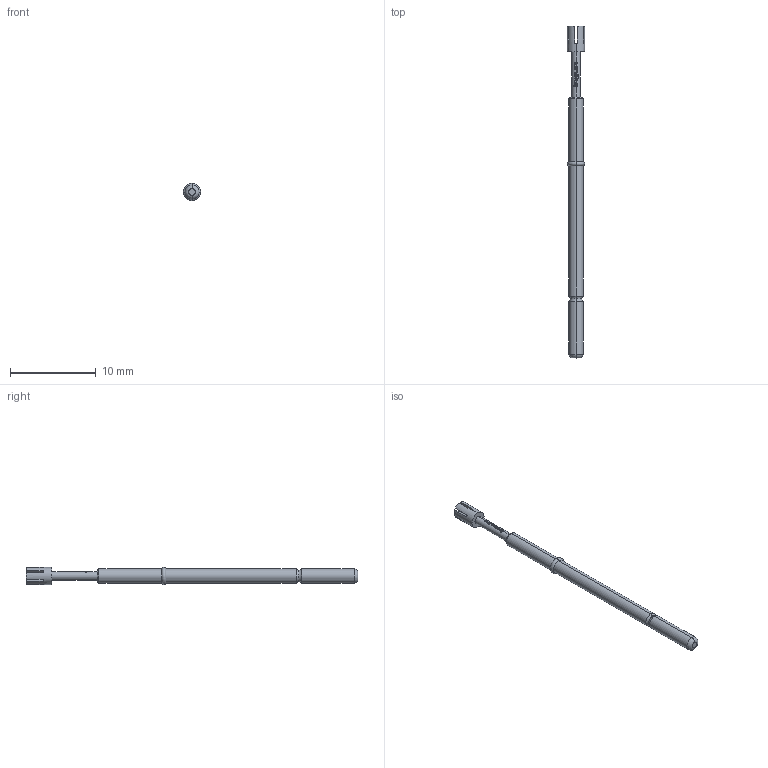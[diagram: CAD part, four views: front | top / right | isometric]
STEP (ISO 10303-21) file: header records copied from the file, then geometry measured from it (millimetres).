
FILE_DESCRIPTION (( 'STEP AP203' ), '1' );
FILE_NAME ('INGUN_GKS-112_319_200_A_xx08.STEP', '2022-01-05T08:25:41', ( 'ochi' ), ( '' ), 'SwSTEP 2.0', 'SolidWorks 2018', '' );
FILE_SCHEMA (( 'CONFIG_CONTROL_DESIGN' ));
Length unit declared in the file: millimetre
Products named in the file (1): INGUN_GKS-112_319_200_A_xx08
Bounding box: 2 x 38.7 x 2 mm (x, y, z)
Volume: 75.3 mm3; surface area: 214.9 mm2
Topology: 1 solids, 1 shells, 120 faces, 331 edges, 216 vertices
Faces by surface type: plane 56, bspline 22, cylinder 20, cone 14, torus 8
Entity records: 4224 total; most frequent: CARTESIAN_POINT 1268, ORIENTED_EDGE 662, DIRECTION 529, EDGE_CURVE 331, VERTEX_POINT 216, AXIS2_PLACEMENT_3D 209, EDGE_LOOP 123, FACE_OUTER_BOUND 120
